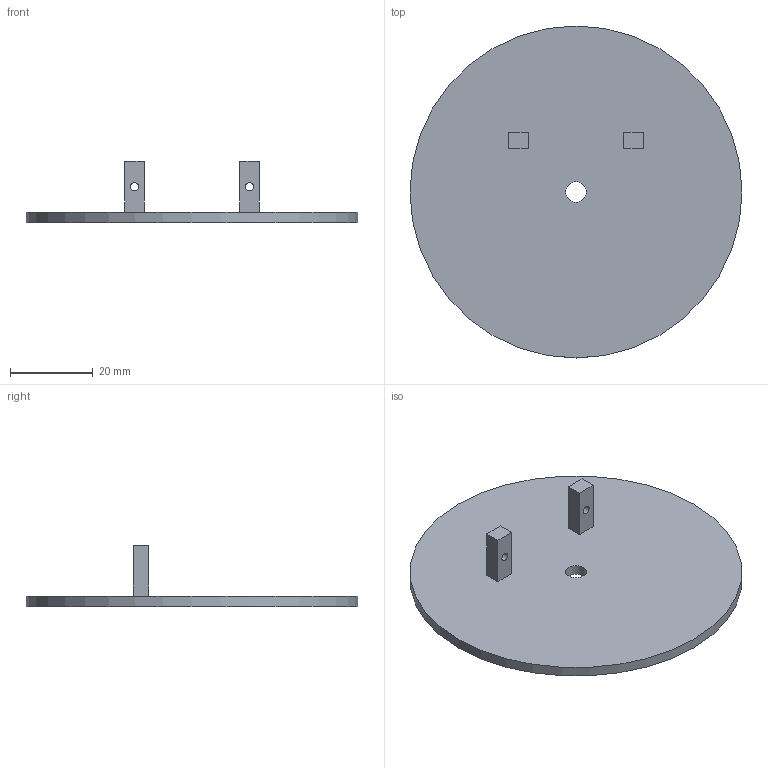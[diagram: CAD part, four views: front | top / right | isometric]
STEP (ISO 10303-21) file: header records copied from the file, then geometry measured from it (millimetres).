
FILE_DESCRIPTION(('STEP AP242'), '1');
FILE_NAME('ãîðèçîíòàëüíàÿ ïëàòôîðìà', '', ('UNSPECIFIED'), ('UNSPECIFIED'), 'C3D Converter', 'C3D Toolkit', '');
FILE_SCHEMA(('AP242_MANAGED_MODEL_BASED_3D_ENGINEERING_MIM_LF { 1 0 10303 442 1 1 4 }'));
Length unit declared in the file: millimetre
Bounding box: 80 x 80 x 14.7 mm (x, y, z)
Volume: 12933.8 mm3; surface area: 11133.8 mm2
Topology: 1 solids, 1 shells, 16 faces, 36 edges, 24 vertices
Faces by surface type: plane 12, cylinder 4
Full cylindrical faces by diameter (mm): 2 x2, 5 x1, 80 x1
Entity records: 608 total; most frequent: DIRECTION 74, CARTESIAN_POINT 73, ORIENTED_EDGE 64, EDGE_CURVE 32, EDGE_LOOP 28, AXIS2_PLACEMENT_3D 25, VERTEX_POINT 24, LINE 24
